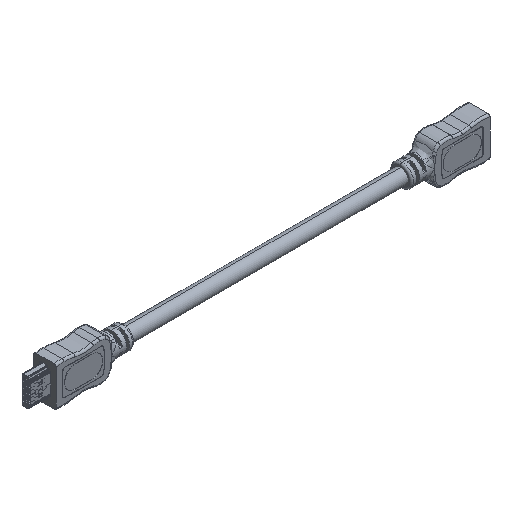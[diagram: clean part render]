
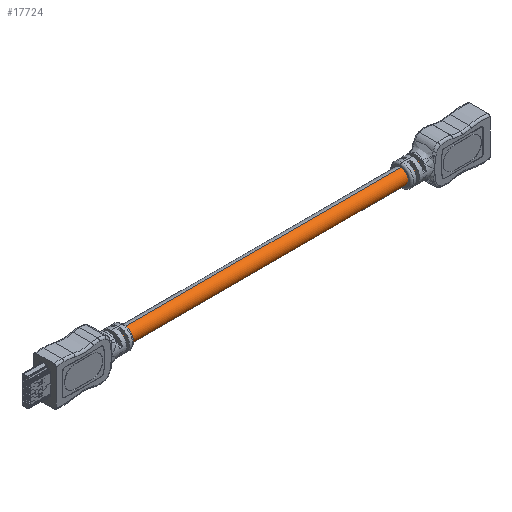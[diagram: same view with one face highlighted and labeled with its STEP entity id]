
A CAD part, isometric view. The second image highlights one B-rep face of the part: STEP entity #17724.
In plain terms, the highlighted cylindrical face has radius 3.65 mm (diameter 7.3 mm), a partial arc.
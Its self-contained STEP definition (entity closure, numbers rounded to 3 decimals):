
#4541 = DIRECTION ( 'NONE',  ( 1., 0., 0. ) ) ;
#7860 = VERTEX_POINT ( 'NONE', #82746 ) ;
#11217 = DIRECTION ( 'NONE',  ( 0., 0., 1. ) ) ;
#11258 = EDGE_CURVE ( 'NONE', #7860, #45253, #40904, .T. ) ;
#13392 = EDGE_CURVE ( 'NONE', #45253, #91634, #35831, .T. ) ;
#15557 = CARTESIAN_POINT ( 'NONE',  ( -3.65, 0., -152.4 ) ) ;
#17432 = EDGE_CURVE ( 'NONE', #7860, #41887, #68970, .T. ) ;
#17724 = ADVANCED_FACE ( 'NONE', ( #21270 ), #35975, .T. ) ;
#21270 = FACE_OUTER_BOUND ( 'NONE', #39968, .T. ) ;
#21383 = CARTESIAN_POINT ( 'NONE',  ( 0., 0., -152.4 ) ) ;
#27525 = AXIS2_PLACEMENT_3D ( 'NONE', #21383, #87285, #36238 ) ;
#30573 = CARTESIAN_POINT ( 'NONE',  ( -3.65, 0., -152.4 ) ) ;
#34646 = ORIENTED_EDGE ( 'NONE', *, *, #17432, .T. ) ;
#35831 = CIRCLE ( 'NONE', #58162, 3.65 ) ;
#35975 = CYLINDRICAL_SURFACE ( 'NONE', #59100, 3.65 ) ;
#36238 = DIRECTION ( 'NONE',  ( 1., 0., 0. ) ) ;
#39968 = EDGE_LOOP ( 'NONE', ( #34646, #83880, #42195, #73479 ) ) ;
#40904 = LINE ( 'NONE', #85694, #70389 ) ;
#41887 = VERTEX_POINT ( 'NONE', #15557 ) ;
#42195 = ORIENTED_EDGE ( 'NONE', *, *, #13392, .F. ) ;
#45253 = VERTEX_POINT ( 'NONE', #68976 ) ;
#47682 = VECTOR ( 'NONE', #88565, 1000. ) ;
#56096 = EDGE_CURVE ( 'NONE', #41887, #91634, #63539, .T. ) ;
#58162 = AXIS2_PLACEMENT_3D ( 'NONE', #77188, #11217, #4541 ) ;
#59100 = AXIS2_PLACEMENT_3D ( 'NONE', #83324, #68717, #76022 ) ;
#63539 = LINE ( 'NONE', #30573, #47682 ) ;
#68717 = DIRECTION ( 'NONE',  ( 0., 0., 1. ) ) ;
#68970 = CIRCLE ( 'NONE', #27525, 3.65 ) ;
#68976 = CARTESIAN_POINT ( 'NONE',  ( 3.65, 0., 0. ) ) ;
#70389 = VECTOR ( 'NONE', #78119, 1000. ) ;
#73479 = ORIENTED_EDGE ( 'NONE', *, *, #11258, .F. ) ;
#76022 = DIRECTION ( 'NONE',  ( 1., 0., 0. ) ) ;
#77188 = CARTESIAN_POINT ( 'NONE',  ( 0., 0., 0. ) ) ;
#78119 = DIRECTION ( 'NONE',  ( 0., 0., 1. ) ) ;
#78747 = CARTESIAN_POINT ( 'NONE',  ( -3.65, 0., 0. ) ) ;
#82746 = CARTESIAN_POINT ( 'NONE',  ( 3.65, 0., -152.4 ) ) ;
#83324 = CARTESIAN_POINT ( 'NONE',  ( 0., 0., -152.4 ) ) ;
#83880 = ORIENTED_EDGE ( 'NONE', *, *, #56096, .T. ) ;
#85694 = CARTESIAN_POINT ( 'NONE',  ( 3.65, 0., -152.4 ) ) ;
#87285 = DIRECTION ( 'NONE',  ( 0., 0., 1. ) ) ;
#88565 = DIRECTION ( 'NONE',  ( 0., 0., 1. ) ) ;
#91634 = VERTEX_POINT ( 'NONE', #78747 ) ;
